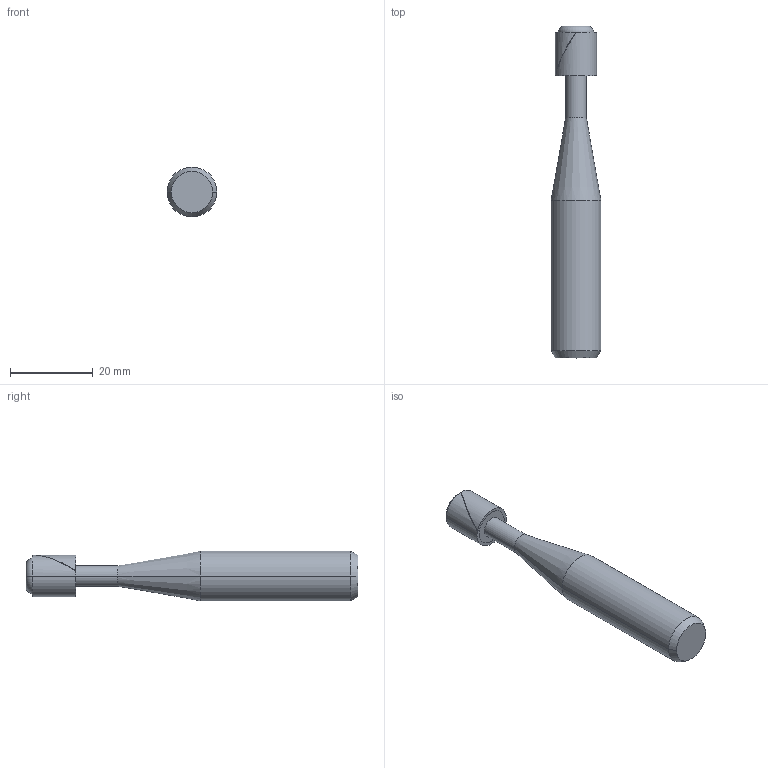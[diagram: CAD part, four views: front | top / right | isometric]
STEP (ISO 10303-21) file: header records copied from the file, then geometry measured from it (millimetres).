
FILE_DESCRIPTION (( 'STEP AP203' ), '1' );
FILE_NAME ('E10.STEP', '2024-04-15T11:59:55', ( '' ), ( '' ), 'SwSTEP 2.0', 'SolidWorks 2023', '' );
FILE_SCHEMA (( 'CONFIG_CONTROL_DESIGN' ));
Length unit declared in the file: millimetre
Products named in the file (1): E10
Bounding box: 12 x 80 x 12 mm (x, y, z)
Volume: 6553.8 mm3; surface area: 2720.2 mm2
Topology: 1 solids, 1 shells, 21 faces, 45 edges, 27 vertices
Faces by surface type: cylinder 8, plane 5, cone 4, torus 2, bspline 2
Entity records: 1416 total; most frequent: CARTESIAN_POINT 884, DIRECTION 102, ORIENTED_EDGE 90, AXIS2_PLACEMENT_3D 46, EDGE_CURVE 45, VERTEX_POINT 27, CIRCLE 26, EDGE_LOOP 22
